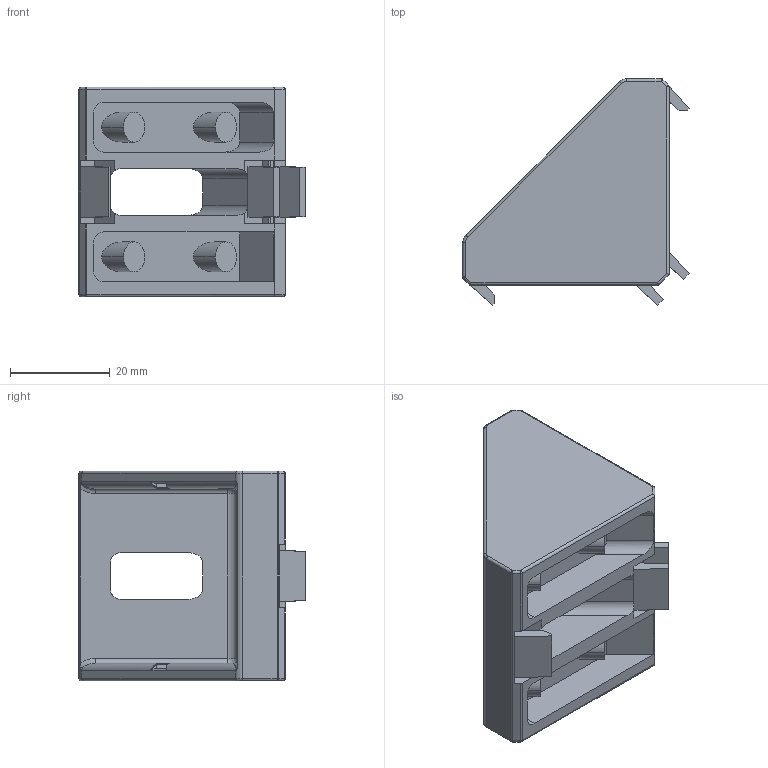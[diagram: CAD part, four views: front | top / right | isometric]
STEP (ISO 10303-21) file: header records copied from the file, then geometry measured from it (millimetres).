
FILE_DESCRIPTION (( 'STEP AP214' ), '1' );
FILE_NAME ('093w421n10s08.STEP', '2014-08-20T12:29:38', ( '' ), ( '' ), 'SwSTEP 2.0', 'SolidWorks 2014', '' );
FILE_SCHEMA (( 'AUTOMOTIVE_DESIGN' ));
Length unit declared in the file: millimetre
Products named in the file (1): 093w421n10s08
Bounding box: 45.3 x 45.3 x 42 mm (x, y, z)
Volume: 20339 mm3; surface area: 13494.1 mm2
Topology: 1 solids, 1 shells, 224 faces, 561 edges, 343 vertices
Faces by surface type: plane 97, cylinder 90, bspline 16, torus 13, sphere 8
Entity records: 6903 total; most frequent: CARTESIAN_POINT 1751, ORIENTED_EDGE 1106, DIRECTION 1033, EDGE_CURVE 553, AXIS2_PLACEMENT_3D 357, VERTEX_POINT 343, LINE 319, VECTOR 319
